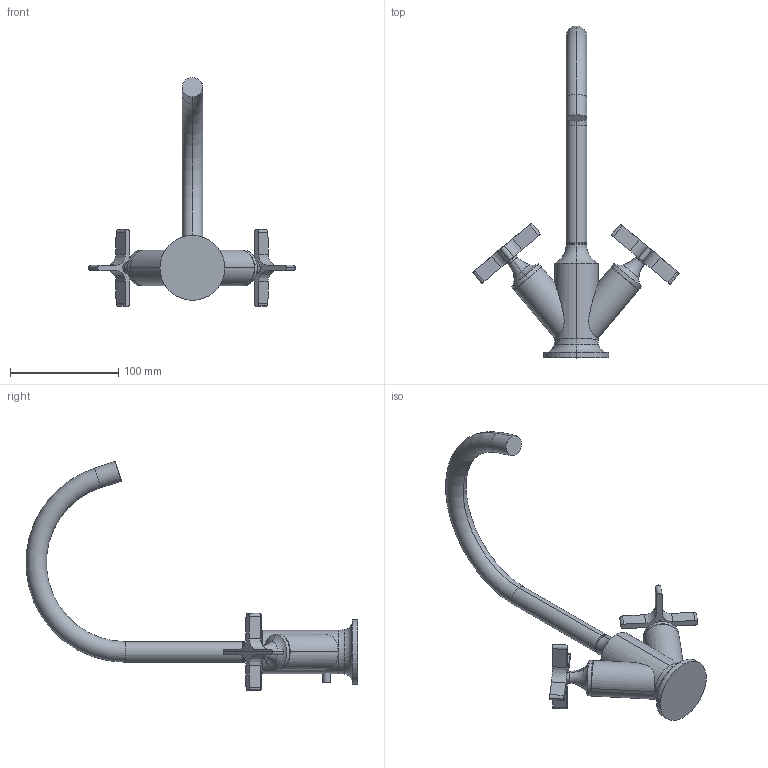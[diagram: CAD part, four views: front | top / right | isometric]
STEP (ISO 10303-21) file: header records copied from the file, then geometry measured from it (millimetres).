
FILE_DESCRIPTION (( 'STEP AP214' ), '1' );
FILE_NAME ('22513809.STEP', '2022-03-21T08:19:42', ( '' ), ( '' ), 'SwSTEP 2.0', 'SolidWorks 2020', '' );
FILE_SCHEMA (( 'AUTOMOTIVE_DESIGN' ));
Length unit declared in the file: millimetre
Products named in the file (7): 22513809; Planungsmodell_Rohr_gerade-+-28.568.780-10_ _K458_18,1x1,2; Planungsmodell_Koerper-+-09.19.80.044-1; Planungsmodell_Auslauf-+-09.28.22.320-01; Planungsmodell_Rosette-+-09.12.12.226-1; Planungsmodell_Rohr_gerade-+-28.568.780-10_ _K459_7x17; Planungsmodell_Griff-+-09.20.80.036-1
Assembly tree (8 placements, depth 2):
  22513809
    Planungsmodell_Koerper-+-09.19.80.044-1
    Planungsmodell_Auslauf-+-09.28.22.320-01
    Planungsmodell_Griff-+-09.20.80.036-1  x2
    Planungsmodell_Rosette-+-09.12.12.226-1  x2
    Planungsmodell_Rohr_gerade-+-28.568.780-10_ _K458_18,1x1,2
    Planungsmodell_Rohr_gerade-+-28.568.780-10_ _K459_7x17
Bounding box: 191.13 x 306.95 x 211.77 mm (x, y, z)
Volume: 343254 mm3; surface area: 64347.8 mm2
Topology: 8 solids, 8 shells, 114 faces, 244 edges, 152 vertices
Faces by surface type: plane 36, cylinder 34, torus 20, cone 20, sphere 4
Entity records: 2807 total; most frequent: CARTESIAN_POINT 821, DIRECTION 412, ORIENTED_EDGE 316, AXIS2_PLACEMENT_3D 180, EDGE_CURVE 158, VERTEX_POINT 97, CIRCLE 92, EDGE_LOOP 81
